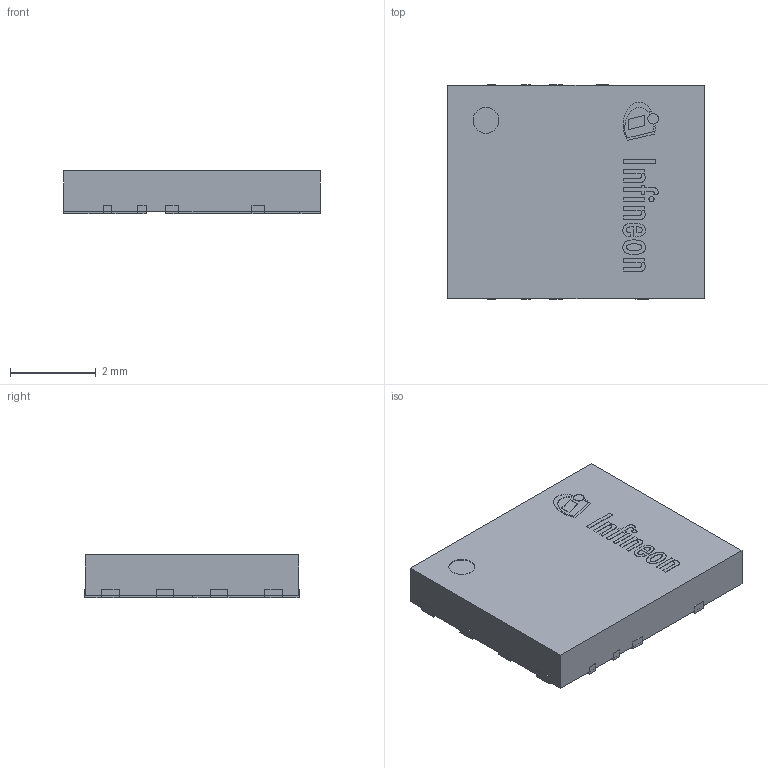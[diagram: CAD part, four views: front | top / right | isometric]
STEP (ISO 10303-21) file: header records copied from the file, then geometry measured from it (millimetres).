
FILE_DESCRIPTION(/* description */ (''),/* implementation_level */ '2;1');
FILE_NAME(/* name */ 'PG-TISON-8-4_Z8B00170620_V02_3D.stp',/* time_stamp */ '2022-02-08T22:24:58+06:00',/* author */ ('janartha'),/* organization */ (''),/* preprocessor_version */ 'ST-DEVELOPER v16.13',/* originating_system */ 'AutoCAD Mechanical',/* authorisation */ '');
FILE_SCHEMA (('AUTOMOTIVE_DESIGN { 1 0 10303 214 3 1 1 }'));
Length unit declared in the file: millimetre
Products named in the file (1): Product
Bounding box: 6 x 5 x 1.01 mm (x, y, z)
Surface area: 125 mm2
Topology: 22 solids, 22 shells, 292 faces, 741 edges, 494 vertices
Faces by surface type: plane 172, cylinder 120
Full cylindrical faces by diameter (mm): 0.121 x1, 0.249 x1, 0.6 x2
Entity records: 8852 total; most frequent: DIRECTION 1563, CARTESIAN_POINT 1524, ORIENTED_EDGE 1474, EDGE_CURVE 737, AXIS2_PLACEMENT_3D 533, LINE 497, VECTOR 497, VERTEX_POINT 494
